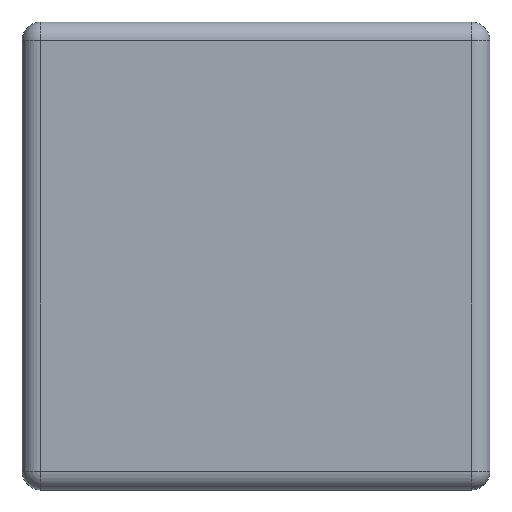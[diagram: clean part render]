
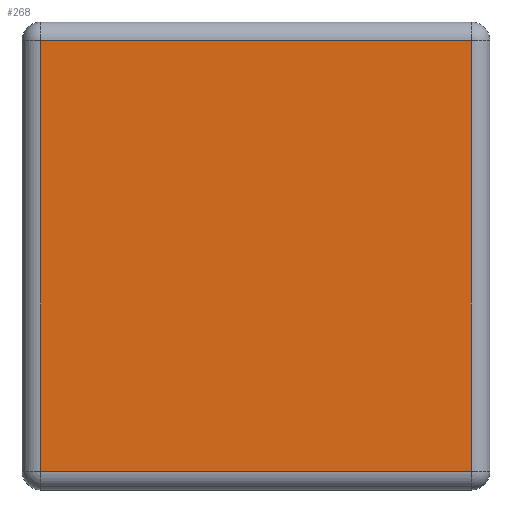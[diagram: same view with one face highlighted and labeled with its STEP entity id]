
A CAD part, top view. The second image highlights one B-rep face of the part: STEP entity #268.
In plain terms, the highlighted planar face has unit normal (0, 0, 1).
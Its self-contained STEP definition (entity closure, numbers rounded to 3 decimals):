
#268 = ADVANCED_FACE( '', ( #547 ), #548, .T. );
#547 = FACE_OUTER_BOUND( '', #820, .T. );
#548 = PLANE( '', #821 );
#820 = EDGE_LOOP( '', ( #1521, #1522, #1523, #1524 ) );
#821 = AXIS2_PLACEMENT_3D( '', #1525, #1526, #1527 );
#1521 = ORIENTED_EDGE( '', *, *, #1636, .T. );
#1522 = ORIENTED_EDGE( '', *, *, #1798, .T. );
#1523 = ORIENTED_EDGE( '', *, *, #1789, .T. );
#1524 = ORIENTED_EDGE( '', *, *, #1765, .T. );
#1525 = CARTESIAN_POINT( '', ( 0., 0., 30. ) );
#1526 = DIRECTION( '', ( 0., 0., 1. ) );
#1527 = DIRECTION( '', ( 1., 0., 0. ) );
#1636 = EDGE_CURVE( '', #1968, #1949, #1972, .T. );
#1765 = EDGE_CURVE( '', #2157, #1968, #2159, .T. );
#1789 = EDGE_CURVE( '', #1889, #2157, #2189, .T. );
#1798 = EDGE_CURVE( '', #1949, #1889, #2198, .T. );
#1889 = VERTEX_POINT( '', #2308 );
#1949 = VERTEX_POINT( '', #2390 );
#1968 = VERTEX_POINT( '', #2415 );
#1972 = LINE( '', #2420, #2421 );
#2157 = VERTEX_POINT( '', #2692 );
#2159 = LINE( '', #2694, #2695 );
#2189 = LINE( '', #2737, #2738 );
#2198 = LINE( '', #2749, #2750 );
#2308 = CARTESIAN_POINT( '', ( -23., -23., 30. ) );
#2390 = CARTESIAN_POINT( '', ( -23., 23., 30. ) );
#2415 = CARTESIAN_POINT( '', ( 23., 23., 30. ) );
#2420 = CARTESIAN_POINT( '', ( -25., 23., 30. ) );
#2421 = VECTOR( '', #2890, 1000. );
#2692 = CARTESIAN_POINT( '', ( 23., -23., 30. ) );
#2694 = CARTESIAN_POINT( '', ( 23., 25., 30. ) );
#2695 = VECTOR( '', #3013, 1000. );
#2737 = CARTESIAN_POINT( '', ( 25., -23., 30. ) );
#2738 = VECTOR( '', #3029, 1000. );
#2749 = CARTESIAN_POINT( '', ( -23., -25., 30. ) );
#2750 = VECTOR( '', #3035, 1000. );
#2890 = DIRECTION( '', ( -1., 0., 0. ) );
#3013 = DIRECTION( '', ( 0., 1., 0. ) );
#3029 = DIRECTION( '', ( 1., 0., 0. ) );
#3035 = DIRECTION( '', ( 0., -1., 0. ) );
